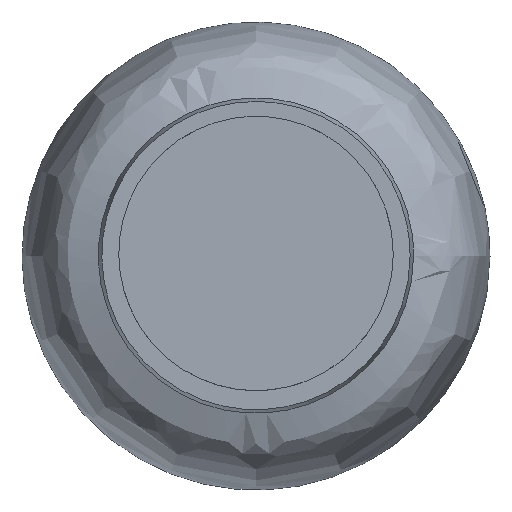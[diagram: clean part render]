
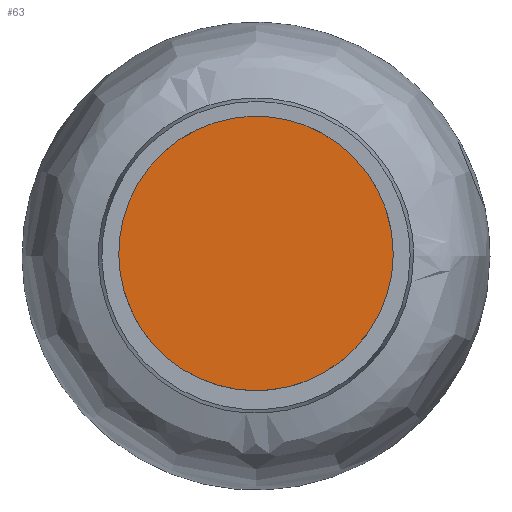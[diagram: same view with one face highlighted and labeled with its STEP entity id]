
A CAD part, top view. The second image highlights one B-rep face of the part: STEP entity #63.
In plain terms, the highlighted planar face has unit normal (0, 0, 1).
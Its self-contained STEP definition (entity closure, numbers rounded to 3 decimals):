
#11=PLANE('',#287);
#63=ADVANCED_FACE('',(#82),#11,.T.);
#82=FACE_OUTER_BOUND('',#101,.T.);
#101=EDGE_LOOP('',(#159));
#159=ORIENTED_EDGE('',*,*,#195,.T.);
#195=EDGE_CURVE('',#247,#247,#227,.T.);
#227=(
BOUNDED_CURVE()
B_SPLINE_CURVE(2,(#1471,#1472,#1473,#1474,#1475,#1476,#1477,#1478,#1479),
 .UNSPECIFIED.,.T.,.F.)
B_SPLINE_CURVE_WITH_KNOTS((3,2,2,2,3),(0.,3.534,7.069,
10.603,14.137),.UNSPECIFIED.)
CURVE()
GEOMETRIC_REPRESENTATION_ITEM()
RATIONAL_B_SPLINE_CURVE((1.,0.707,1.,0.707,1.,0.707,
1.,0.707,1.))
REPRESENTATION_ITEM('')
);
#247=VERTEX_POINT('',#1468);
#287=AXIS2_PLACEMENT_3D('',#1439,#294,$);
#294=DIRECTION('',(0.,0.,1.));
#1439=CARTESIAN_POINT('',(-71.438,-71.438,750.925));
#1468=CARTESIAN_POINT('',(57.15,0.,750.925));
#1471=CARTESIAN_POINT('',(57.15,0.,750.925));
#1472=CARTESIAN_POINT('',(57.15,57.15,750.925));
#1473=CARTESIAN_POINT('',(0.,57.15,750.925));
#1474=CARTESIAN_POINT('',(-57.15,57.15,750.925));
#1475=CARTESIAN_POINT('',(-57.15,0.,750.925));
#1476=CARTESIAN_POINT('',(-57.15,-57.15,750.925));
#1477=CARTESIAN_POINT('',(0.,-57.15,750.925));
#1478=CARTESIAN_POINT('',(57.15,-57.15,750.925));
#1479=CARTESIAN_POINT('',(57.15,0.,750.925));
